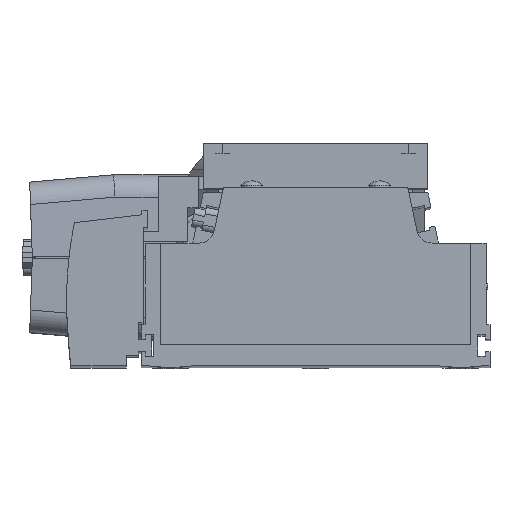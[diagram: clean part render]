
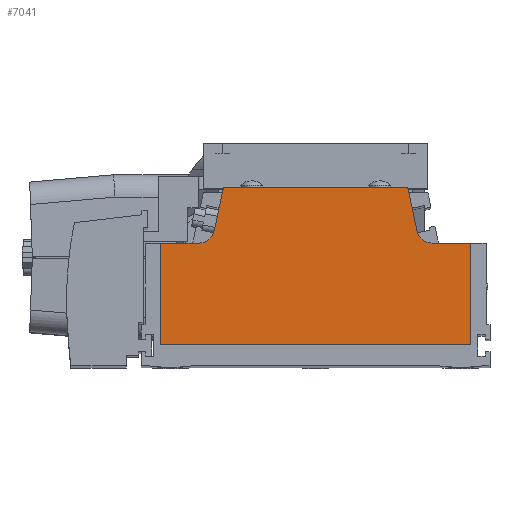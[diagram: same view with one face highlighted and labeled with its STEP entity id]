
A CAD part, top view. The second image highlights one B-rep face of the part: STEP entity #7041.
In plain terms, the highlighted planar face has unit normal (0, 0, 1).
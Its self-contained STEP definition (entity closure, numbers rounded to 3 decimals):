
#885 = VECTOR ( 'NONE', #15162, 1000. ) ;
#1069 = ORIENTED_EDGE ( 'NONE', *, *, #29309, .F. ) ;
#1433 = DIRECTION ( 'NONE',  ( -1., 0., 0. ) ) ;
#1649 = CARTESIAN_POINT ( 'NONE',  ( -40., 84.488, 322.5 ) ) ;
#1769 = EDGE_CURVE ( 'NONE', #16658, #16992, #13061, .T. ) ;
#1878 = CARTESIAN_POINT ( 'NONE',  ( 40., 3., 322.5 ) ) ;
#2801 = LINE ( 'NONE', #21571, #26151 ) ;
#3659 = DIRECTION ( 'NONE',  ( 1., 0., 0. ) ) ;
#4111 = ORIENTED_EDGE ( 'NONE', *, *, #24238, .T. ) ;
#5627 = CARTESIAN_POINT ( 'NONE',  ( -30.049, 7., 322.5 ) ) ;
#6390 = CARTESIAN_POINT ( 'NONE',  ( -40., -23.13, 322.5 ) ) ;
#6655 = DIRECTION ( 'NONE',  ( -1., 0., 0. ) ) ;
#6737 = CARTESIAN_POINT ( 'NONE',  ( -40., 3., 322.5 ) ) ;
#6904 = DIRECTION ( 'NONE',  ( -1., 0., 0. ) ) ;
#7041 = ADVANCED_FACE ( 'NONE', ( #30836 ), #8950, .F. ) ;
#7275 = VERTEX_POINT ( 'NONE', #20043 ) ;
#7541 = AXIS2_PLACEMENT_3D ( 'NONE', #28634, #9283, #6904 ) ;
#7558 = CARTESIAN_POINT ( 'NONE',  ( 40., -23.13, 322.5 ) ) ;
#7681 = DIRECTION ( 'NONE',  ( 0., 0., -1. ) ) ;
#7754 = CARTESIAN_POINT ( 'NONE',  ( 23.784, 17.45, 322.5 ) ) ;
#8398 = EDGE_CURVE ( 'NONE', #9107, #19800, #10060, .T. ) ;
#8950 = PLANE ( 'NONE',  #10010 ) ;
#8981 = EDGE_LOOP ( 'NONE', ( #1069, #30954, #4111, #31376, #20894, #17316, #30459, #22238, #9172, #12866 ) ) ;
#9033 = LINE ( 'NONE', #11724, #28707 ) ;
#9106 = EDGE_CURVE ( 'NONE', #16739, #16658, #2801, .T. ) ;
#9107 = VERTEX_POINT ( 'NONE', #26018 ) ;
#9172 = ORIENTED_EDGE ( 'NONE', *, *, #1769, .T. ) ;
#9283 = DIRECTION ( 'NONE',  ( 0., 0., -1. ) ) ;
#10010 = AXIS2_PLACEMENT_3D ( 'NONE', #1649, #11334, #26075 ) ;
#10060 = LINE ( 'NONE', #27352, #885 ) ;
#10166 = VECTOR ( 'NONE', #24290, 1000. ) ;
#11334 = DIRECTION ( 'NONE',  ( 0., 0., -1. ) ) ;
#11710 = VECTOR ( 'NONE', #3659, 1000. ) ;
#11724 = CARTESIAN_POINT ( 'NONE',  ( -40., -23.13, 322.5 ) ) ;
#12866 = ORIENTED_EDGE ( 'NONE', *, *, #29051, .F. ) ;
#12895 = DIRECTION ( 'NONE',  ( 0., -1., 0. ) ) ;
#12980 = EDGE_CURVE ( 'NONE', #19800, #20334, #15416, .T. ) ;
#13061 = LINE ( 'NONE', #15140, #30513 ) ;
#13444 = LINE ( 'NONE', #30408, #23165 ) ;
#13489 = LINE ( 'NONE', #23162, #18964 ) ;
#14639 = LINE ( 'NONE', #31243, #10166 ) ;
#15140 = CARTESIAN_POINT ( 'NONE',  ( -40., 84.488, 322.5 ) ) ;
#15162 = DIRECTION ( 'NONE',  ( 0.204, 0.979, 0. ) ) ;
#15234 = VERTEX_POINT ( 'NONE', #7558 ) ;
#15416 = LINE ( 'NONE', #17952, #11710 ) ;
#15744 = EDGE_CURVE ( 'NONE', #28048, #31137, #13489, .T. ) ;
#16245 = CARTESIAN_POINT ( 'NONE',  ( -23.784, 17.45, 322.5 ) ) ;
#16658 = VERTEX_POINT ( 'NONE', #6737 ) ;
#16739 = VERTEX_POINT ( 'NONE', #21960 ) ;
#16992 = VERTEX_POINT ( 'NONE', #6390 ) ;
#17316 = ORIENTED_EDGE ( 'NONE', *, *, #8398, .F. ) ;
#17952 = CARTESIAN_POINT ( 'NONE',  ( -23.784, 17.45, 322.5 ) ) ;
#18134 = AXIS2_PLACEMENT_3D ( 'NONE', #5627, #7681, #24982 ) ;
#18964 = VECTOR ( 'NONE', #1433, 1000. ) ;
#19800 = VERTEX_POINT ( 'NONE', #16245 ) ;
#20043 = CARTESIAN_POINT ( 'NONE',  ( 26.133, 6.184, 322.5 ) ) ;
#20334 = VERTEX_POINT ( 'NONE', #7754 ) ;
#20567 = CARTESIAN_POINT ( 'NONE',  ( 30.049, 3., 322.5 ) ) ;
#20767 = EDGE_CURVE ( 'NONE', #9107, #16739, #24701, .T. ) ;
#20894 = ORIENTED_EDGE ( 'NONE', *, *, #12980, .F. ) ;
#21571 = CARTESIAN_POINT ( 'NONE',  ( -40., 3., 322.5 ) ) ;
#21960 = CARTESIAN_POINT ( 'NONE',  ( -30.049, 3., 322.5 ) ) ;
#22168 = DIRECTION ( 'NONE',  ( -1., 0., 0. ) ) ;
#22238 = ORIENTED_EDGE ( 'NONE', *, *, #9106, .T. ) ;
#23162 = CARTESIAN_POINT ( 'NONE',  ( -40., 3., 322.5 ) ) ;
#23165 = VECTOR ( 'NONE', #27416, 1000. ) ;
#24238 = EDGE_CURVE ( 'NONE', #31137, #7275, #30831, .T. ) ;
#24290 = DIRECTION ( 'NONE',  ( 0.204, -0.979, 0. ) ) ;
#24701 = CIRCLE ( 'NONE', #18134, 4. ) ;
#24982 = DIRECTION ( 'NONE',  ( -1., 0., 0. ) ) ;
#26018 = CARTESIAN_POINT ( 'NONE',  ( -26.133, 6.184, 322.5 ) ) ;
#26075 = DIRECTION ( 'NONE',  ( -1., 0., 0. ) ) ;
#26151 = VECTOR ( 'NONE', #22168, 1000. ) ;
#26381 = EDGE_CURVE ( 'NONE', #20334, #7275, #14639, .T. ) ;
#27352 = CARTESIAN_POINT ( 'NONE',  ( -26.797, 3., 322.5 ) ) ;
#27416 = DIRECTION ( 'NONE',  ( 0., -1., 0. ) ) ;
#28048 = VERTEX_POINT ( 'NONE', #1878 ) ;
#28634 = CARTESIAN_POINT ( 'NONE',  ( 30.049, 7., 322.5 ) ) ;
#28707 = VECTOR ( 'NONE', #6655, 1000. ) ;
#29051 = EDGE_CURVE ( 'NONE', #15234, #16992, #9033, .T. ) ;
#29309 = EDGE_CURVE ( 'NONE', #28048, #15234, #13444, .T. ) ;
#30408 = CARTESIAN_POINT ( 'NONE',  ( 40., 84.488, 322.5 ) ) ;
#30459 = ORIENTED_EDGE ( 'NONE', *, *, #20767, .T. ) ;
#30513 = VECTOR ( 'NONE', #12895, 1000. ) ;
#30831 = CIRCLE ( 'NONE', #7541, 4. ) ;
#30836 = FACE_OUTER_BOUND ( 'NONE', #8981, .T. ) ;
#30954 = ORIENTED_EDGE ( 'NONE', *, *, #15744, .T. ) ;
#31137 = VERTEX_POINT ( 'NONE', #20567 ) ;
#31243 = CARTESIAN_POINT ( 'NONE',  ( 23.784, 17.45, 322.5 ) ) ;
#31376 = ORIENTED_EDGE ( 'NONE', *, *, #26381, .F. ) ;
